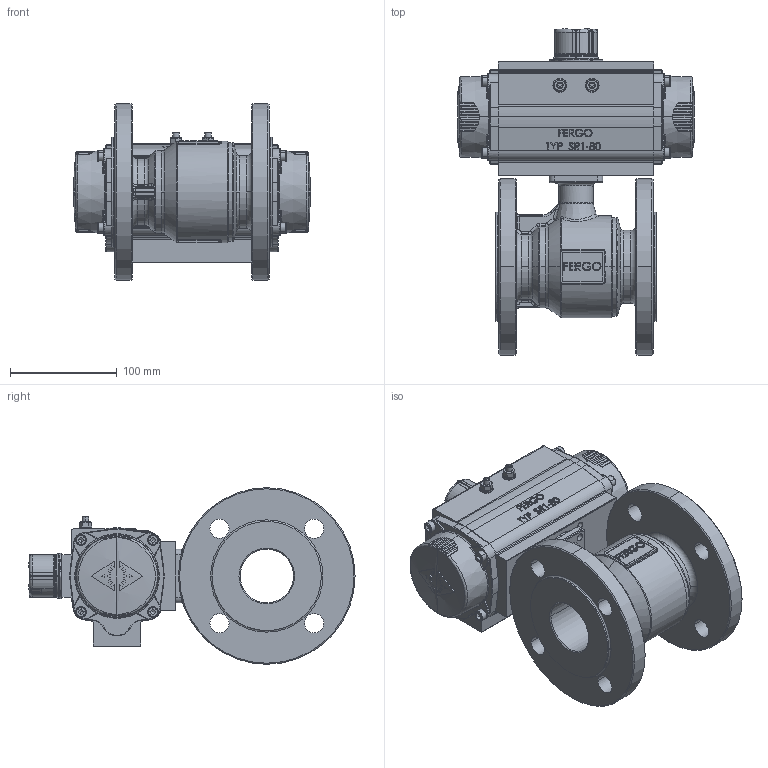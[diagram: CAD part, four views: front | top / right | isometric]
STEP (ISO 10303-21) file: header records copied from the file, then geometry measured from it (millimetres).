
FILE_DESCRIPTION (( 'STEP AP214' ), '1' );
FILE_NAME ('KH120-DN50-PN16-Pneumatischer-SR80-Einfachwirkend-Schwenkantrieb-Federschließend-Fergo.STEP', '2022-10-28T10:56:10', ( '' ), ( '' ), 'SwSTEP 2.0', 'SolidWorks 2022', '' );
FILE_SCHEMA (( 'AUTOMOTIVE_DESIGN' ));
Length unit declared in the file: millimetre
Products named in the file (3): KH121-kugelhahn-DN50-PN16-FW-Fergo; 0080 ASR; KH120-DN50-PN16-Pneumatischer-SR80-Einfachwirkend-Schwenkantrieb-Federschließend-Fergo
Assembly tree (2 placements, depth 2):
  KH120-DN50-PN16-Pneumatischer-SR80-Einfachwirkend-Schwenkantrieb-Federschließend-Fergo
    KH121-kugelhahn-DN50-PN16-FW-Fergo
    0080 ASR
Bounding box: 222.31 x 304.79 x 165 mm (x, y, z)
Volume: 823372.4 mm3; surface area: 393277 mm2
Topology: 27 solids, 29 shells, 4036 faces, 10563 edges, 6607 vertices
Faces by surface type: plane 1404, cylinder 1230, bspline 839, cone 321, torus 207, sphere 35
Entity records: 175585 total; most frequent: CARTESIAN_POINT 82893, ORIENTED_EDGE 20866, DIRECTION 17207, EDGE_CURVE 10441, VERTEX_POINT 6607, AXIS2_PLACEMENT_3D 6401, VECTOR 4405, LINE 4405
